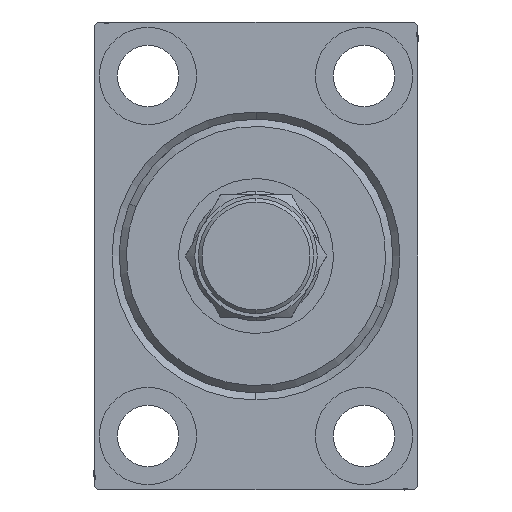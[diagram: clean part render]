
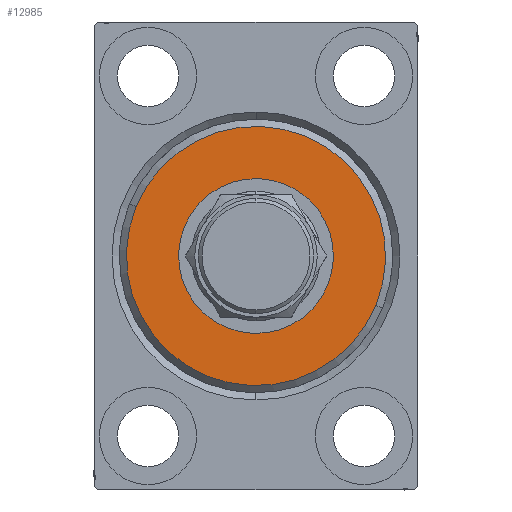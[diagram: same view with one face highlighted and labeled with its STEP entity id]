
A CAD part, left-side view. The second image highlights one B-rep face of the part: STEP entity #12985.
In plain terms, the highlighted face is planar.
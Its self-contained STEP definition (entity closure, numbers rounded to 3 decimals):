
#356 = ORIENTED_EDGE ( 'NONE', *, *, #37361, .T. ) ;
#3574 = CARTESIAN_POINT ( 'NONE',  ( 3., 0., 18. ) ) ;
#4320 = FACE_BOUND ( 'NONE', #30646, .T. ) ;
#4460 = EDGE_LOOP ( 'NONE', ( #28444, #43282 ) ) ;
#6645 = DIRECTION ( 'NONE',  ( 0., 0., -1. ) ) ;
#6779 = DIRECTION ( 'NONE',  ( 0., 0., -1. ) ) ;
#8587 = CARTESIAN_POINT ( 'NONE',  ( 3., 0., -10.75 ) ) ;
#9658 = CARTESIAN_POINT ( 'NONE',  ( 3., 0., -18. ) ) ;
#9893 = AXIS2_PLACEMENT_3D ( 'NONE', #18794, #15342, #28674 ) ;
#10021 = EDGE_CURVE ( 'NONE', #35349, #13266, #31782, .T. ) ;
#10780 = VERTEX_POINT ( 'NONE', #8587 ) ;
#12985 = ADVANCED_FACE ( 'NONE', ( #24992, #4320 ), #25897, .T. ) ;
#13266 = VERTEX_POINT ( 'NONE', #3574 ) ;
#13397 = DIRECTION ( 'NONE',  ( 0., 0., -1. ) ) ;
#14912 = DIRECTION ( 'NONE',  ( 0., 0., -1. ) ) ;
#15342 = DIRECTION ( 'NONE',  ( 1., 0., 0. ) ) ;
#15791 = VERTEX_POINT ( 'NONE', #30133 ) ;
#15981 = DIRECTION ( 'NONE',  ( 1., 0., 0. ) ) ;
#18794 = CARTESIAN_POINT ( 'NONE',  ( 3., 0., 0. ) ) ;
#18904 = EDGE_CURVE ( 'NONE', #10780, #15791, #27521, .T. ) ;
#19842 = CARTESIAN_POINT ( 'NONE',  ( 3., 0., 0. ) ) ;
#24101 = CARTESIAN_POINT ( 'NONE',  ( 3., 0., 0. ) ) ;
#24251 = CARTESIAN_POINT ( 'NONE',  ( 3., 0., 0. ) ) ;
#24992 = FACE_OUTER_BOUND ( 'NONE', #4460, .T. ) ;
#25897 = PLANE ( 'NONE',  #9893 ) ;
#27410 = AXIS2_PLACEMENT_3D ( 'NONE', #19842, #27834, #13397 ) ;
#27521 = CIRCLE ( 'NONE', #31185, 10.75 ) ;
#27834 = DIRECTION ( 'NONE',  ( 1., 0., 0. ) ) ;
#28444 = ORIENTED_EDGE ( 'NONE', *, *, #39383, .T. ) ;
#28674 = DIRECTION ( 'NONE',  ( 0., 0., -1. ) ) ;
#30133 = CARTESIAN_POINT ( 'NONE',  ( 3., 0., 10.75 ) ) ;
#30646 = EDGE_LOOP ( 'NONE', ( #356, #36285 ) ) ;
#30973 = CIRCLE ( 'NONE', #33940, 18. ) ;
#31185 = AXIS2_PLACEMENT_3D ( 'NONE', #24101, #34673, #6645 ) ;
#31782 = CIRCLE ( 'NONE', #27410, 18. ) ;
#33940 = AXIS2_PLACEMENT_3D ( 'NONE', #40337, #15981, #14912 ) ;
#34673 = DIRECTION ( 'NONE',  ( -1., 0., 0. ) ) ;
#35349 = VERTEX_POINT ( 'NONE', #9658 ) ;
#36285 = ORIENTED_EDGE ( 'NONE', *, *, #18904, .T. ) ;
#37361 = EDGE_CURVE ( 'NONE', #15791, #10780, #44075, .T. ) ;
#38265 = DIRECTION ( 'NONE',  ( -1., 0., 0. ) ) ;
#38906 = AXIS2_PLACEMENT_3D ( 'NONE', #24251, #38265, #6779 ) ;
#39383 = EDGE_CURVE ( 'NONE', #13266, #35349, #30973, .T. ) ;
#40337 = CARTESIAN_POINT ( 'NONE',  ( 3., 0., 0. ) ) ;
#43282 = ORIENTED_EDGE ( 'NONE', *, *, #10021, .T. ) ;
#44075 = CIRCLE ( 'NONE', #38906, 10.75 ) ;
